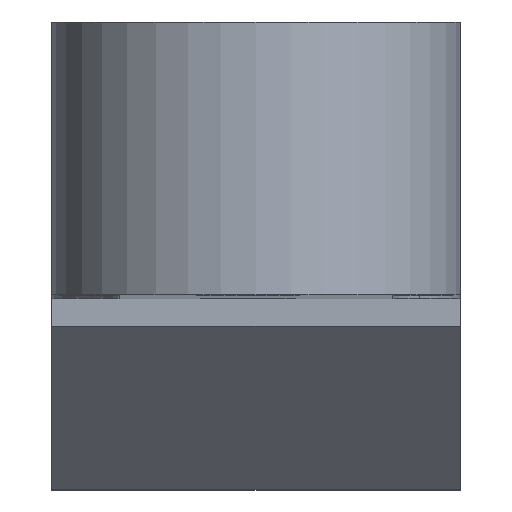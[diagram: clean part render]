
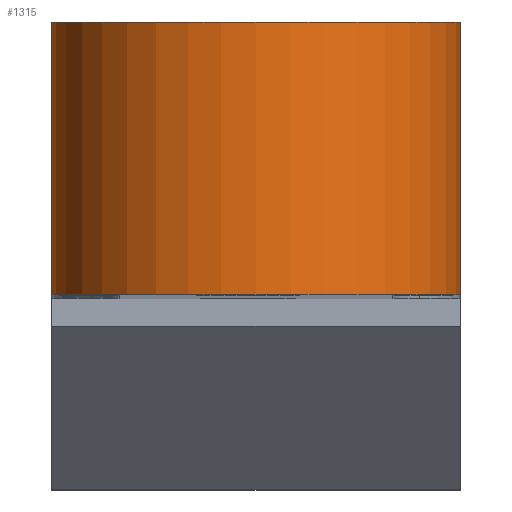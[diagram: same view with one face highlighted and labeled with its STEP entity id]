
A CAD part, top view. The second image highlights one B-rep face of the part: STEP entity #1315.
In plain terms, the highlighted cylindrical face has radius 7.5 mm (diameter 15 mm), a partial arc.
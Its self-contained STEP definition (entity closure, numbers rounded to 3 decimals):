
#98=FACE_OUTER_BOUND('',#173,.T.);
#173=EDGE_LOOP('',(#1138,#1139,#1140,#1141));
#203=CIRCLE('',#1408,7.5);
#206=CIRCLE('',#1416,7.5);
#375=LINE('',#5163,#454);
#376=LINE('',#5167,#455);
#454=VECTOR('',#1651,10.);
#455=VECTOR('',#1656,10.);
#589=VERTEX_POINT('',#4156);
#590=VERTEX_POINT('',#4158);
#592=VERTEX_POINT('',#5160);
#593=VERTEX_POINT('',#5165);
#771=EDGE_CURVE('',#589,#590,#203,.T.);
#783=EDGE_CURVE('',#592,#590,#375,.T.);
#784=EDGE_CURVE('',#593,#592,#206,.T.);
#785=EDGE_CURVE('',#593,#589,#376,.T.);
#1138=ORIENTED_EDGE('',*,*,#784,.T.);
#1139=ORIENTED_EDGE('',*,*,#783,.T.);
#1140=ORIENTED_EDGE('',*,*,#771,.F.);
#1141=ORIENTED_EDGE('',*,*,#785,.F.);
#1250=CYLINDRICAL_SURFACE('',#1415,7.5);
#1315=ADVANCED_FACE('',(#98),#1250,.T.);
#1408=AXIS2_PLACEMENT_3D('',#4159,#1636,#1637);
#1415=AXIS2_PLACEMENT_3D('',#5164,#1652,#1653);
#1416=AXIS2_PLACEMENT_3D('',#5166,#1654,#1655);
#1636=DIRECTION('center_axis',(0.,1.,0.));
#1637=DIRECTION('ref_axis',(-0.8,0.,-0.6));
#1651=DIRECTION('',(0.,1.,0.));
#1652=DIRECTION('center_axis',(0.,1.,0.));
#1653=DIRECTION('ref_axis',(0.,0.,1.));
#1654=DIRECTION('center_axis',(0.,1.,0.));
#1655=DIRECTION('ref_axis',(-0.8,0.,-0.6));
#1656=DIRECTION('',(0.,1.,0.));
#4156=CARTESIAN_POINT('',(1.5,10.,95.));
#4158=CARTESIAN_POINT('',(13.5,10.,95.));
#4159=CARTESIAN_POINT('Origin',(7.5,10.,99.5));
#5160=CARTESIAN_POINT('',(13.5,0.,95.));
#5163=CARTESIAN_POINT('',(13.5,0.,95.));
#5164=CARTESIAN_POINT('Origin',(7.5,0.,99.5));
#5165=CARTESIAN_POINT('',(1.5,0.,95.));
#5166=CARTESIAN_POINT('Origin',(7.5,0.,99.5));
#5167=CARTESIAN_POINT('',(1.5,0.,95.));
